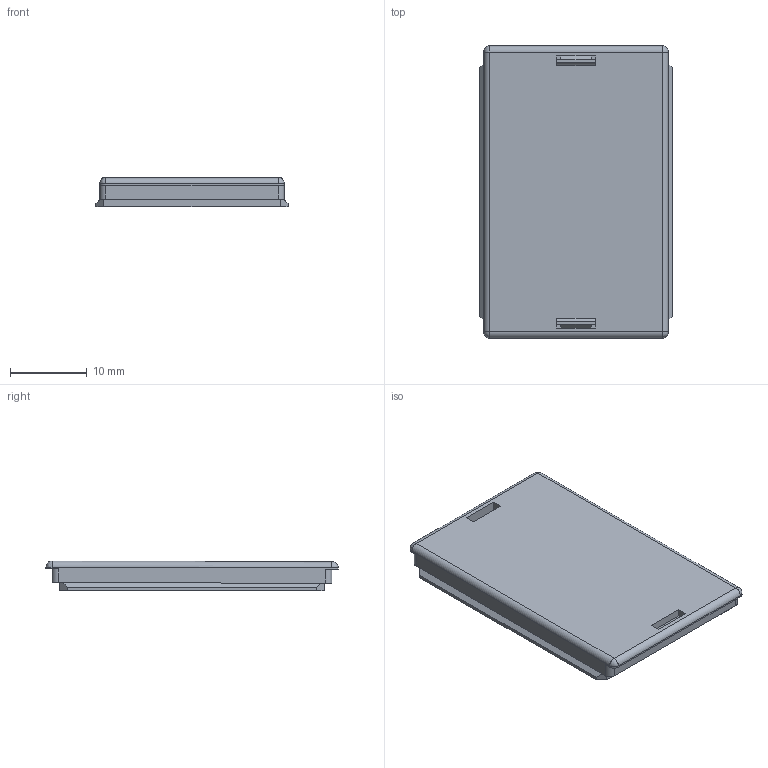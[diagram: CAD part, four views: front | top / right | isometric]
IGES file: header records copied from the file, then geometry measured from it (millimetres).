
Start section: SolidWorks IGES file using analytic representation for surfaces
Global section: file name: sone3D.IGS; native system: SolidWorks 2012; preprocessor: SolidWorks 2012; author: 0960ts; date: 150811.101435; units: millimetre
Bounding box: 25 x 38 x 3.89 mm (x, y, z)
Surface area: 4429 mm2 (no closed solid volume)
Topology: 0 solids, 0 shells, 114 faces, 828 edges, 824 vertices
Faces by surface type: bspline 78, revolution 36
